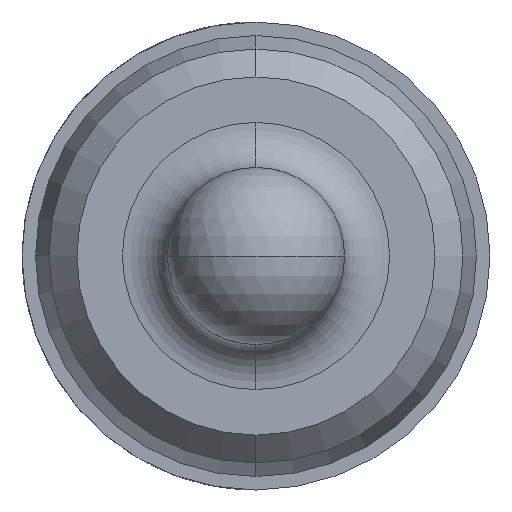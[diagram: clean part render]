
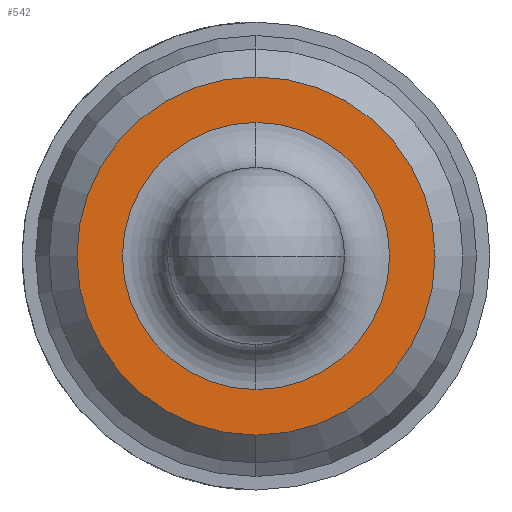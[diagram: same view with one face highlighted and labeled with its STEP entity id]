
A CAD part, left-side view. The second image highlights one B-rep face of the part: STEP entity #542.
In plain terms, the highlighted planar face has unit normal (-1, 0, 0).
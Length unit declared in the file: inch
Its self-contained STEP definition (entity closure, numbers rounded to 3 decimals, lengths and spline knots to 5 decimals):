
#4 = EDGE_CURVE ( 'NONE', #651, #657, #766, .T. ) ;
#12 = EDGE_CURVE ( 'NONE', #742, #820, #764, .T. ) ;
#24 = AXIS2_PLACEMENT_3D ( 'NONE', #293, #209, #206 ) ;
#51 = AXIS2_PLACEMENT_3D ( 'NONE', #280, #279, #277 ) ;
#55 = AXIS2_PLACEMENT_3D ( 'NONE', #304, #303, #302 ) ;
#85 = AXIS2_PLACEMENT_3D ( 'NONE', #426, #367, #418 ) ;
#86 = AXIS2_PLACEMENT_3D ( 'NONE', #487, #467, #470 ) ;
#140 = EDGE_CURVE ( 'NONE', #657, #651, #884, .T. ) ;
#144 = EDGE_CURVE ( 'NONE', #820, #742, #877, .T. ) ;
#206 = DIRECTION ( 'NONE',  ( 0., 0., -1. ) ) ;
#209 = DIRECTION ( 'NONE',  ( 1., 0., 0. ) ) ;
#268 = CARTESIAN_POINT ( 'NONE',  ( -0.135, 0., -0.01484 ) ) ;
#277 = DIRECTION ( 'NONE',  ( 0., 0., -1. ) ) ;
#279 = DIRECTION ( 'NONE',  ( -1., 0., 0. ) ) ;
#280 = CARTESIAN_POINT ( 'NONE',  ( -0.135, 0., 0. ) ) ;
#293 = CARTESIAN_POINT ( 'NONE',  ( -0.135, 0.00984, 0. ) ) ;
#302 = DIRECTION ( 'NONE',  ( 0., 0., -1. ) ) ;
#303 = DIRECTION ( 'NONE',  ( 1., 0., 0. ) ) ;
#304 = CARTESIAN_POINT ( 'NONE',  ( -0.135, 0., 0. ) ) ;
#361 = CARTESIAN_POINT ( 'NONE',  ( -0.135, 0., -0.0199 ) ) ;
#367 = DIRECTION ( 'NONE',  ( -1., 0., 0. ) ) ;
#409 = CARTESIAN_POINT ( 'NONE',  ( -0.135, 0., 0.0199 ) ) ;
#418 = DIRECTION ( 'NONE',  ( 0., 0., -1. ) ) ;
#421 = PLANE ( 'NONE',  #24 ) ;
#426 = CARTESIAN_POINT ( 'NONE',  ( -0.135, 0., 0. ) ) ;
#467 = DIRECTION ( 'NONE',  ( 1., 0., 0. ) ) ;
#470 = DIRECTION ( 'NONE',  ( 0., 0., -1. ) ) ;
#481 = CARTESIAN_POINT ( 'NONE',  ( -0.135, 0., 0.01484 ) ) ;
#487 = CARTESIAN_POINT ( 'NONE',  ( -0.135, 0., 0. ) ) ;
#542 = ADVANCED_FACE ( 'NONE', ( #822, #813 ), #421, .F. ) ;
#571 = ORIENTED_EDGE ( 'NONE', *, *, #4, .T. ) ;
#613 = EDGE_LOOP ( 'NONE', ( #673, #632 ) ) ;
#632 = ORIENTED_EDGE ( 'NONE', *, *, #12, .T. ) ;
#651 = VERTEX_POINT ( 'NONE', #268 ) ;
#657 = VERTEX_POINT ( 'NONE', #481 ) ;
#673 = ORIENTED_EDGE ( 'NONE', *, *, #144, .T. ) ;
#685 = EDGE_LOOP ( 'NONE', ( #571, #717 ) ) ;
#717 = ORIENTED_EDGE ( 'NONE', *, *, #140, .T. ) ;
#742 = VERTEX_POINT ( 'NONE', #409 ) ;
#764 = CIRCLE ( 'NONE', #85, 0.0199 ) ;
#766 = CIRCLE ( 'NONE', #86, 0.01484 ) ;
#813 = FACE_BOUND ( 'NONE', #685, .T. ) ;
#820 = VERTEX_POINT ( 'NONE', #361 ) ;
#822 = FACE_OUTER_BOUND ( 'NONE', #613, .T. ) ;
#877 = CIRCLE ( 'NONE', #51, 0.0199 ) ;
#884 = CIRCLE ( 'NONE', #55, 0.01484 ) ;
